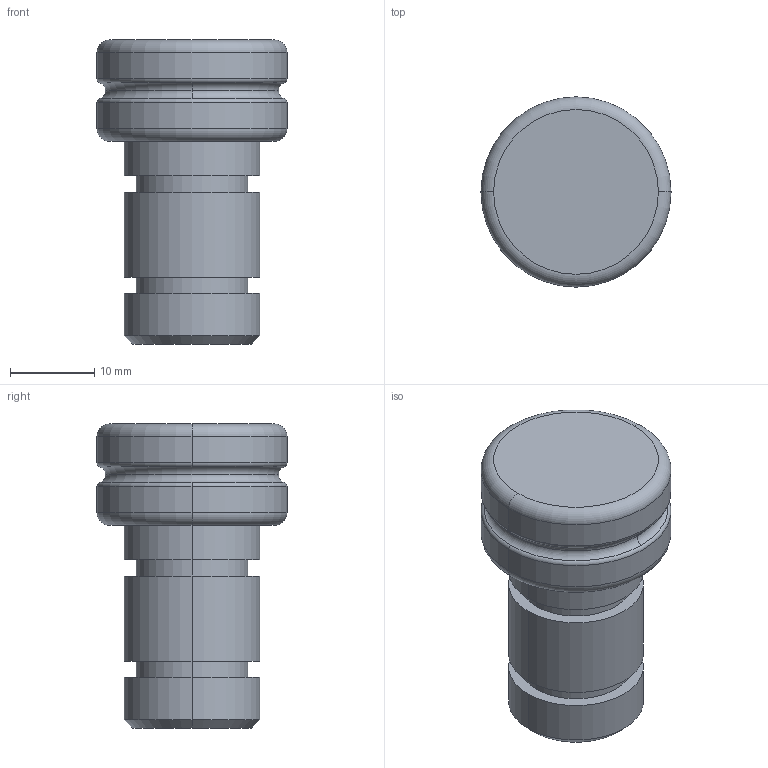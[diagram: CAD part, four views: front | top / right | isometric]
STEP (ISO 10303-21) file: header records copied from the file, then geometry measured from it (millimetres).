
FILE_DESCRIPTION(('STEP AP214'),'1');
FILE_NAME('160540.STP','2011-09-09T11:22:58',(' '),(' '),'Spatial InterOp 3D',' ',' ');
FILE_SCHEMA(('automotive_design'));
Length unit declared in the file: millimetre
Products named in the file (1): Zylinder
Bounding box: 22.5 x 22.5 x 36 mm (x, y, z)
Volume: 9151.4 mm3; surface area: 2997.8 mm2
Topology: 1 solids, 1 shells, 35 faces, 72 edges, 44 vertices
Faces by surface type: cylinder 14, torus 12, plane 7, cone 2
Entity records: 1250 total; most frequent: DIRECTION 200, CARTESIAN_POINT 152, ORIENTED_EDGE 144, AXIS2_PLACEMENT_3D 92, EDGE_CURVE 72, CIRCLE 56, VERTEX_POINT 44, EDGE_LOOP 40
